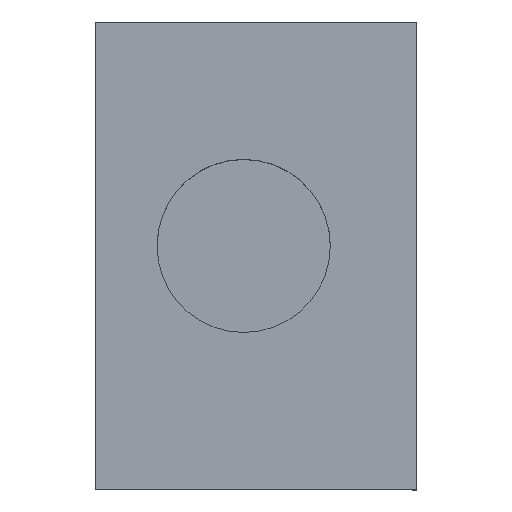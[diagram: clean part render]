
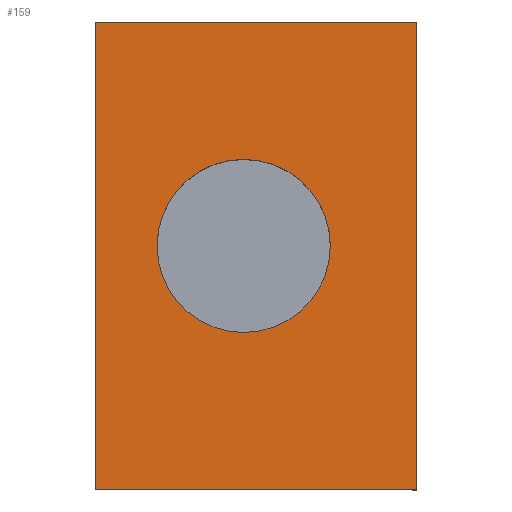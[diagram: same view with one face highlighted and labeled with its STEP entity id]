
A CAD part, top view. The second image highlights one B-rep face of the part: STEP entity #159.
In plain terms, the highlighted planar face has unit normal (0, 0, 1).
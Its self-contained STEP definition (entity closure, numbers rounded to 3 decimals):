
#26=FACE_BOUND('',#47,.T.);
#28=CIRCLE('',#187,2.5);
#35=FACE_OUTER_BOUND('',#46,.T.);
#46=EDGE_LOOP('',(#128,#129,#130,#131));
#47=EDGE_LOOP('',(#132));
#54=LINE('',#257,#68);
#60=LINE('',#269,#74);
#62=LINE('',#272,#76);
#64=LINE('',#278,#78);
#68=VECTOR('',#206,10.);
#74=VECTOR('',#214,10.);
#76=VECTOR('',#218,10.);
#78=VECTOR('',#226,10.);
#82=VERTEX_POINT('',#254);
#83=VERTEX_POINT('',#256);
#85=VERTEX_POINT('',#262);
#88=VERTEX_POINT('',#267);
#90=VERTEX_POINT('',#279);
#94=EDGE_CURVE('',#82,#83,#54,.T.);
#100=EDGE_CURVE('',#88,#85,#60,.T.);
#102=EDGE_CURVE('',#82,#85,#62,.T.);
#105=EDGE_CURVE('',#83,#88,#64,.T.);
#106=EDGE_CURVE('',#90,#90,#28,.T.);
#128=ORIENTED_EDGE('',*,*,#102,.T.);
#129=ORIENTED_EDGE('',*,*,#100,.F.);
#130=ORIENTED_EDGE('',*,*,#105,.F.);
#131=ORIENTED_EDGE('',*,*,#94,.F.);
#132=ORIENTED_EDGE('',*,*,#106,.T.);
#151=PLANE('',#186);
#159=ADVANCED_FACE('',(#35,#26),#151,.T.);
#186=AXIS2_PLACEMENT_3D('',#277,#224,#225);
#187=AXIS2_PLACEMENT_3D('',#280,#227,#228);
#206=DIRECTION('',(0.,1.,0.));
#214=DIRECTION('',(0.,-1.,0.));
#218=DIRECTION('',(1.,0.,0.));
#224=DIRECTION('center_axis',(0.,0.,1.));
#225=DIRECTION('ref_axis',(-1.,0.,0.));
#226=DIRECTION('',(1.,0.,0.));
#227=DIRECTION('center_axis',(0.,0.,-1.));
#228=DIRECTION('ref_axis',(-1.,0.,0.));
#254=CARTESIAN_POINT('',(33.536,104.712,84.));
#256=CARTESIAN_POINT('',(33.536,114.,84.));
#257=CARTESIAN_POINT('',(33.536,111.5,84.));
#262=CARTESIAN_POINT('',(47.036,104.712,84.));
#267=CARTESIAN_POINT('',(47.036,114.,84.));
#269=CARTESIAN_POINT('',(47.036,106.5,84.));
#272=CARTESIAN_POINT('',(37.5,104.712,84.));
#277=CARTESIAN_POINT('Origin',(40.,109.,84.));
#278=CARTESIAN_POINT('',(45.,114.,84.));
#279=CARTESIAN_POINT('',(42.5,109.,84.));
#280=CARTESIAN_POINT('Origin',(40.,109.,84.));
